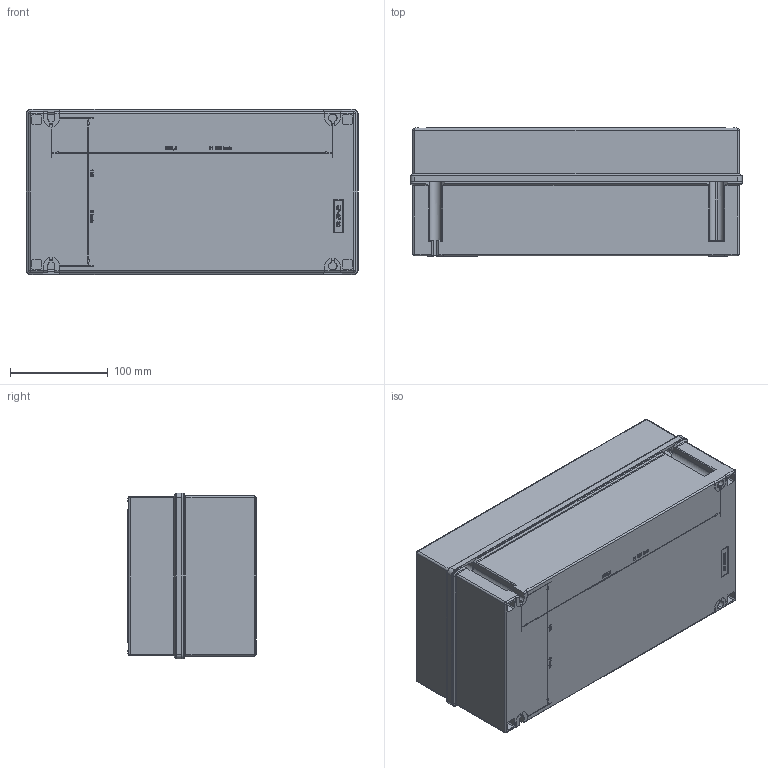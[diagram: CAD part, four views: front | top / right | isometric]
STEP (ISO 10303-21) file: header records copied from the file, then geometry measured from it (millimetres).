
FILE_DESCRIPTION (( 'STEP AP203' ), '1' );
FILE_NAME ('8146-_072.STEP', '2014-10-13T09:27:58', ( '' ), ( '' ), 'SwSTEP 2.0', 'SolidWorks 2014', '' );
FILE_SCHEMA (( 'CONFIG_CONTROL_DESIGN' ));
Length unit declared in the file: millimetre
Products named in the file (8): 81_469_54_04_0_3d export; 81_469_05_05_0_81_469_45_05_0; 81_460_33_05_0_3d export; 509_642_0; 509_642_0_1_montiert; 8146-_072
Assembly tree (10 placements, depth 3):
  8146-_072
    81_469_54_04_0_3d export
      81_469_54_04_0_3d export
    81_460_33_05_0_3d export
      81_469_05_05_0_81_469_45_05_0
    509_642_0  x4
      509_642_0
      509_642_0_1_montiert
Bounding box: 340.5 x 131.3 x 170 mm (x, y, z)
Volume: 991142.3 mm3; surface area: 535021.7 mm2
Topology: 10 solids, 10 shells, 1492 faces, 3787 edges, 2405 vertices
Faces by surface type: plane 746, cylinder 299, bspline 285, cone 86, torus 64, sphere 12
Entity records: 57024 total; most frequent: CARTESIAN_POINT 24773, ORIENTED_EDGE 6962, DIRECTION 5678, EDGE_CURVE 3481, VERTEX_POINT 2219, VECTOR 2214, LINE 2214, AXIS2_PLACEMENT_3D 1732
